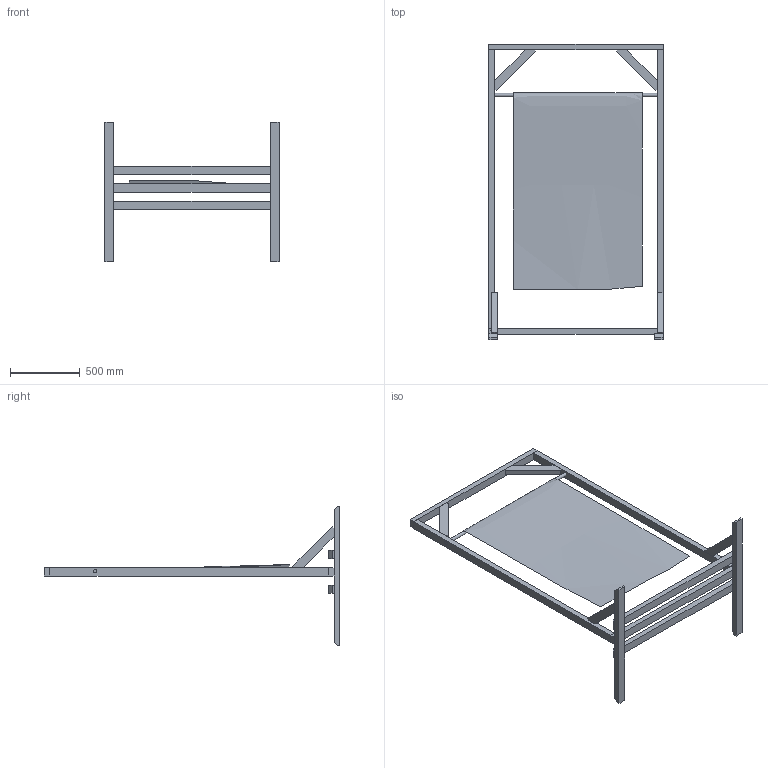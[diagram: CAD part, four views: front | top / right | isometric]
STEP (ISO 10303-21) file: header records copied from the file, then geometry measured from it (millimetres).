
FILE_DESCRIPTION(/* description */ (''),/* implementation_level */ '2;1');
FILE_NAME(/* name */ 'Frame Paper Presenter v2.step',/* time_stamp */ '2016-05-25T00:22:11+02:00',/* author */ (''),/* organization */ (''),/* preprocessor_version */ 'ST-DEVELOPER v16.5',/* originating_system */ 'Autodesk Translation Framework v5.0.0.3310',/* authorisation */ '');
FILE_SCHEMA (('AUTOMOTIVE_DESIGN { 1 0 10303 214 3 1 1 }'));
Length unit declared in the file: centimetre
Products named in the file (8): Frame Paper Presenter v2; Component1; Component2; Component3; Component4; Component5; Component6; Component9
Assembly tree (13 placements, depth 2):
  Frame Paper Presenter v2
    Component1  x2
    Component2  x2
    Component3  x2
    Component4  x2
    Component5  x2
    Component6  x2
    Component9
Bounding box: 1250 x 2120 x 1000 mm (x, y, z)
Volume: 32182489.5 mm3; surface area: 4116899.1 mm2
Topology: 15 solids, 16 shells, 108 faces, 235 edges, 158 vertices
Faces by surface type: plane 106, cylinder 1, bspline 1
Full cylindrical faces by diameter (mm): 25 x1
Entity records: 1902 total; most frequent: CARTESIAN_POINT 483, DIRECTION 271, ORIENTED_EDGE 236, EDGE_CURVE 120, LINE 115, VECTOR 115, VERTEX_POINT 82, AXIS2_PLACEMENT_3D 78
